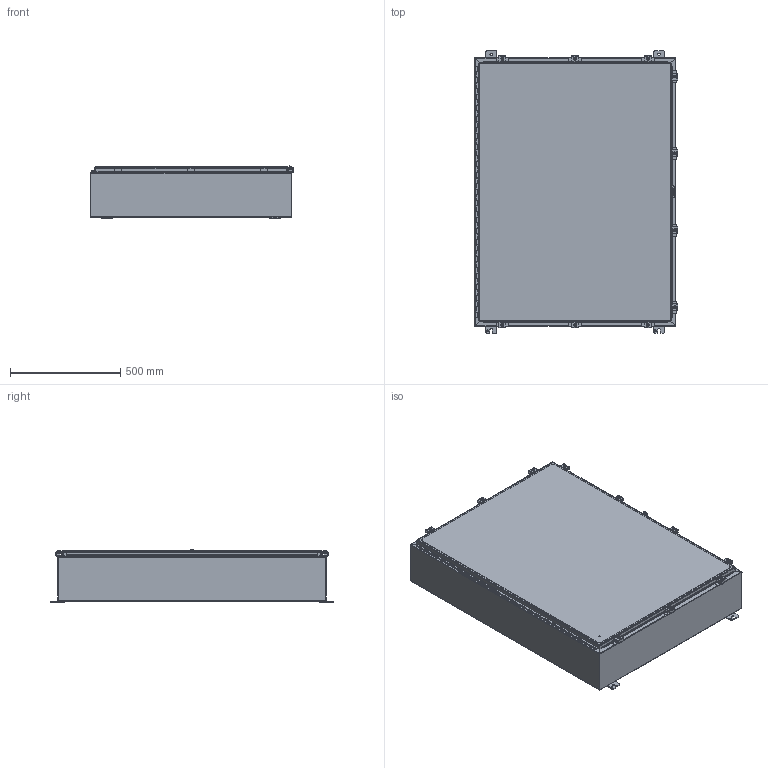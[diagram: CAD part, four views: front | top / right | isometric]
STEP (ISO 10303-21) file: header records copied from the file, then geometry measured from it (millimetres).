
FILE_DESCRIPTION (( 'STEP AP214' ), '1' );
FILE_NAME ('N4483608.STEP', '2016-02-04T13:57:51', ( '' ), ( '' ), 'SwSTEP 2.0', 'SolidWorks 2014', '' );
FILE_SCHEMA (( 'AUTOMOTIVE_DESIGN' ));
Length unit declared in the file: inch
Products named in the file (20): N43608TB_1; 38413_1; 34840_1; 3889_1; N4483608; 30823_1; 30824_1; HFW30825-4_1; HFW30825-3_1; HFW30825-2_1; 30824-1_1; 328115_1; 328115P_1; 328115L_1; 328115T_1; N44836LID_1; 3293_1; 38846_1; 46x34_1; N4483608BLR_1
Assembly tree (48 placements, depth 3):
  N4483608
    34840_1  x4
    38413_1
    N43608TB_1  x2
    N4483608BLR_1
    46x34_1
    38846_1
    3293_1
    N44836LID_1
    328115_1
      328115T_1
      328115L_1
      328115P_1
    30824_1  x10
      30824-1_1
      HFW30825-2_1
      HFW30825-3_1
      HFW30825-4_1
    30823_1  x10
    3889_1  x8
Bounding box: 922.29 x 1282.7 x 239.02 mm (x, y, z)
Volume: 6792310.2 mm3; surface area: 7066151.1 mm2
Topology: 73 solids, 73 shells, 2720 faces, 7179 edges, 4638 vertices
Faces by surface type: cylinder 1190, plane 1105, bspline 259, cone 60, sphere 60, torus 46
Entity records: 41720 total; most frequent: CARTESIAN_POINT 10877, DIRECTION 5796, ORIENTED_EDGE 5740, EDGE_CURVE 2870, AXIS2_PLACEMENT_3D 2012, VERTEX_POINT 1868, LINE 1772, VECTOR 1772
